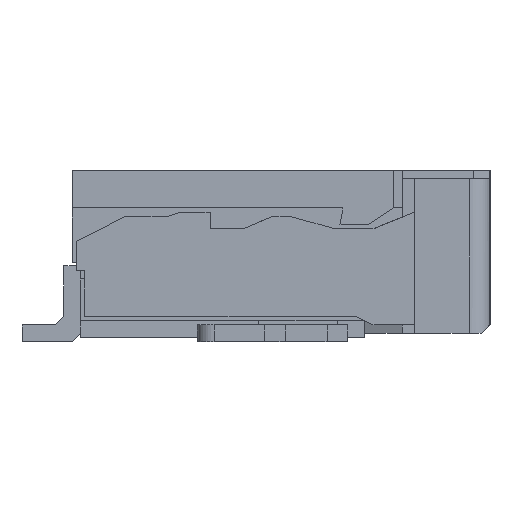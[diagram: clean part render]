
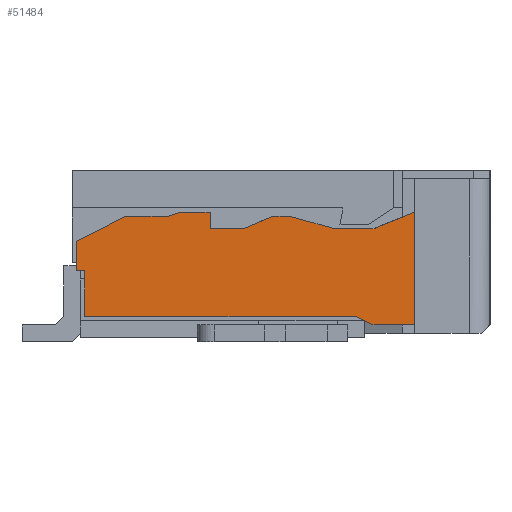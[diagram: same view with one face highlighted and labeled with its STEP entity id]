
A CAD part, left-side view. The second image highlights one B-rep face of the part: STEP entity #51484.
In plain terms, the highlighted planar face has unit normal (-1, 0, 0).
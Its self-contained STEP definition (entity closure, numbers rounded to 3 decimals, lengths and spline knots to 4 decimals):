
#1057=FACE_OUTER_BOUND('',#3426,.T.);
#3426=EDGE_LOOP('',(#33937,#33938,#33939,#33940,#33941,#33942,#33943,#33944,
#33945,#33946,#33947,#33948,#33949,#33950,#33951,#33952,#33953,#33954));
#5803=LINE('',#69516,#13274);
#5850=LINE('',#69612,#13321);
#5953=LINE('',#69830,#13424);
#5959=LINE('',#69840,#13430);
#5960=LINE('',#69843,#13431);
#5961=LINE('',#69844,#13432);
#5962=LINE('',#69845,#13433);
#5963=LINE('',#69847,#13434);
#5964=LINE('',#69849,#13435);
#5965=LINE('',#69851,#13436);
#5966=LINE('',#69853,#13437);
#5967=LINE('',#69855,#13438);
#5968=LINE('',#69857,#13439);
#5969=LINE('',#69859,#13440);
#5970=LINE('',#69861,#13441);
#5971=LINE('',#69863,#13442);
#5972=LINE('',#69865,#13443);
#5973=LINE('',#69866,#13444);
#13274=VECTOR('',#56602,1.35);
#13321=VECTOR('',#56665,0.35);
#13424=VECTOR('',#56840,3.25);
#13430=VECTOR('',#56848,0.2236);
#13431=VECTOR('',#56851,0.1);
#13432=VECTOR('',#56852,0.55);
#13433=VECTOR('',#56853,0.5);
#13434=VECTOR('',#56854,0.5385);
#13435=VECTOR('',#56855,0.45);
#13436=VECTOR('',#56856,0.5701);
#13437=VECTOR('',#56857,0.2);
#13438=VECTOR('',#56858,0.3808);
#13439=VECTOR('',#56859,0.4);
#13440=VECTOR('',#56860,0.2);
#13441=VECTOR('',#56861,0.35);
#13442=VECTOR('',#56862,0.1581);
#13443=VECTOR('',#56863,0.51);
#13444=VECTOR('',#56864,0.6619);
#20742=VERTEX_POINT('',#69513);
#20743=VERTEX_POINT('',#69515);
#20783=VERTEX_POINT('',#69609);
#20784=VERTEX_POINT('',#69611);
#20861=VERTEX_POINT('',#69826);
#20863=VERTEX_POINT('',#69829);
#20866=VERTEX_POINT('',#69838);
#20867=VERTEX_POINT('',#69842);
#20868=VERTEX_POINT('',#69846);
#20869=VERTEX_POINT('',#69848);
#20870=VERTEX_POINT('',#69850);
#20871=VERTEX_POINT('',#69852);
#20872=VERTEX_POINT('',#69854);
#20873=VERTEX_POINT('',#69856);
#20874=VERTEX_POINT('',#69858);
#20875=VERTEX_POINT('',#69860);
#20876=VERTEX_POINT('',#69862);
#20877=VERTEX_POINT('',#69864);
#25879=EDGE_CURVE('',#20742,#20743,#5803,.T.);
#25926=EDGE_CURVE('',#20784,#20783,#5850,.T.);
#26035=EDGE_CURVE('',#20863,#20861,#5953,.T.);
#26041=EDGE_CURVE('',#20861,#20866,#5959,.T.);
#26042=EDGE_CURVE('',#20783,#20867,#5960,.T.);
#26043=EDGE_CURVE('',#20867,#20863,#5961,.T.);
#26044=EDGE_CURVE('',#20743,#20866,#5962,.T.);
#26045=EDGE_CURVE('',#20742,#20868,#5963,.T.);
#26046=EDGE_CURVE('',#20868,#20869,#5964,.T.);
#26047=EDGE_CURVE('',#20869,#20870,#5965,.T.);
#26048=EDGE_CURVE('',#20870,#20871,#5966,.T.);
#26049=EDGE_CURVE('',#20871,#20872,#5967,.T.);
#26050=EDGE_CURVE('',#20872,#20873,#5968,.T.);
#26051=EDGE_CURVE('',#20873,#20874,#5969,.T.);
#26052=EDGE_CURVE('',#20875,#20874,#5970,.T.);
#26053=EDGE_CURVE('',#20875,#20876,#5971,.T.);
#26054=EDGE_CURVE('',#20876,#20877,#5972,.T.);
#26055=EDGE_CURVE('',#20877,#20784,#5973,.T.);
#33937=ORIENTED_EDGE('',*,*,#26042,.T.);
#33938=ORIENTED_EDGE('',*,*,#26043,.T.);
#33939=ORIENTED_EDGE('',*,*,#26035,.T.);
#33940=ORIENTED_EDGE('',*,*,#26041,.T.);
#33941=ORIENTED_EDGE('',*,*,#26044,.F.);
#33942=ORIENTED_EDGE('',*,*,#25879,.F.);
#33943=ORIENTED_EDGE('',*,*,#26045,.T.);
#33944=ORIENTED_EDGE('',*,*,#26046,.T.);
#33945=ORIENTED_EDGE('',*,*,#26047,.T.);
#33946=ORIENTED_EDGE('',*,*,#26048,.T.);
#33947=ORIENTED_EDGE('',*,*,#26049,.T.);
#33948=ORIENTED_EDGE('',*,*,#26050,.T.);
#33949=ORIENTED_EDGE('',*,*,#26051,.T.);
#33950=ORIENTED_EDGE('',*,*,#26052,.F.);
#33951=ORIENTED_EDGE('',*,*,#26053,.T.);
#33952=ORIENTED_EDGE('',*,*,#26054,.T.);
#33953=ORIENTED_EDGE('',*,*,#26055,.T.);
#33954=ORIENTED_EDGE('',*,*,#25926,.T.);
#49276=PLANE('',#53877);
#51484=ADVANCED_FACE('',(#1057),#49276,.T.);
#53877=AXIS2_PLACEMENT_3D('',#69841,#56849,#56850);
#56602=DIRECTION('',(0.,0.,-1.));
#56665=DIRECTION('',(0.,0.,-1.));
#56840=DIRECTION('',(0.,-1.,0.));
#56848=DIRECTION('',(0.,-0.894,-0.447));
#56849=DIRECTION('center_axis',(-1.,0.,0.));
#56850=DIRECTION('ref_axis',(0.,0.,-1.));
#56851=DIRECTION('',(0.,-1.,0.));
#56852=DIRECTION('',(0.,0.,-1.));
#56853=DIRECTION('',(0.,1.,0.));
#56854=DIRECTION('',(0.,0.928,-0.371));
#56855=DIRECTION('',(0.,1.,0.));
#56856=DIRECTION('',(0.,0.965,0.263));
#56857=DIRECTION('',(0.,1.,0.));
#56858=DIRECTION('',(0.,0.919,-0.394));
#56859=DIRECTION('',(0.,1.,0.));
#56860=DIRECTION('',(0.,0.,1.));
#56861=DIRECTION('',(0.,-1.,0.));
#56862=DIRECTION('',(0.,0.949,-0.316));
#56863=DIRECTION('',(0.,1.,0.));
#56864=DIRECTION('',(0.,0.891,-0.453));
#69513=CARTESIAN_POINT('',(-14.65,-4.4,1.55));
#69515=CARTESIAN_POINT('',(-14.65,-4.4,0.2));
#69516=CARTESIAN_POINT('',(-14.65,-4.4,1.55));
#69609=CARTESIAN_POINT('',(-14.65,-0.35,0.85));
#69611=CARTESIAN_POINT('',(-14.65,-0.35,1.2));
#69612=CARTESIAN_POINT('',(-14.65,-0.35,1.2));
#69826=CARTESIAN_POINT('',(-14.65,-3.7,0.3));
#69829=CARTESIAN_POINT('',(-14.65,-0.45,0.3));
#69830=CARTESIAN_POINT('',(-14.65,-0.45,0.3));
#69838=CARTESIAN_POINT('',(-14.65,-3.9,0.2));
#69840=CARTESIAN_POINT('',(-14.65,-3.7,0.3));
#69841=CARTESIAN_POINT('Origin',(-14.65,-5.3,1.55));
#69842=CARTESIAN_POINT('',(-14.65,-0.45,0.85));
#69843=CARTESIAN_POINT('',(-14.65,-0.35,0.85));
#69844=CARTESIAN_POINT('',(-14.65,-0.45,0.85));
#69845=CARTESIAN_POINT('',(-14.65,-4.4,0.2));
#69846=CARTESIAN_POINT('',(-14.65,-3.9,1.35));
#69847=CARTESIAN_POINT('',(-14.65,-4.4,1.55));
#69848=CARTESIAN_POINT('',(-14.65,-3.45,1.35));
#69849=CARTESIAN_POINT('',(-14.65,-3.9,1.35));
#69850=CARTESIAN_POINT('',(-14.65,-2.9,1.5));
#69851=CARTESIAN_POINT('',(-14.65,-3.45,1.35));
#69852=CARTESIAN_POINT('',(-14.65,-2.7,1.5));
#69853=CARTESIAN_POINT('',(-14.65,-2.9,1.5));
#69854=CARTESIAN_POINT('',(-14.65,-2.35,1.35));
#69855=CARTESIAN_POINT('',(-14.65,-2.7,1.5));
#69856=CARTESIAN_POINT('',(-14.65,-1.95,1.35));
#69857=CARTESIAN_POINT('',(-14.65,-2.35,1.35));
#69858=CARTESIAN_POINT('',(-14.65,-1.95,1.55));
#69859=CARTESIAN_POINT('',(-14.65,-1.95,1.35));
#69860=CARTESIAN_POINT('',(-14.65,-1.6,1.55));
#69861=CARTESIAN_POINT('',(-14.65,-1.6,1.55));
#69862=CARTESIAN_POINT('',(-14.65,-1.45,1.5));
#69863=CARTESIAN_POINT('',(-14.65,-1.6,1.55));
#69864=CARTESIAN_POINT('',(-14.65,-0.94,1.5));
#69865=CARTESIAN_POINT('',(-14.65,-1.45,1.5));
#69866=CARTESIAN_POINT('',(-14.65,-0.94,1.5));
